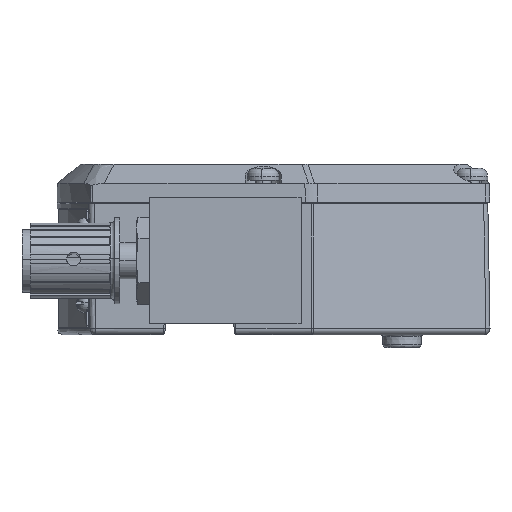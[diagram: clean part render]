
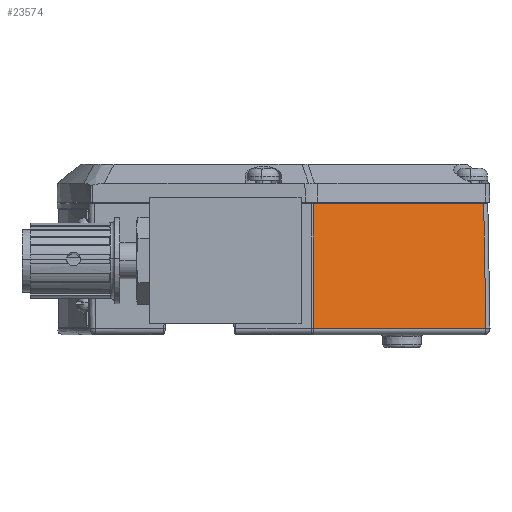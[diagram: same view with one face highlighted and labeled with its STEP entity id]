
A CAD part, front view. The second image highlights one B-rep face of the part: STEP entity #23574.
In plain terms, the highlighted planar face has unit normal (0.342, -0.94, 0.018).
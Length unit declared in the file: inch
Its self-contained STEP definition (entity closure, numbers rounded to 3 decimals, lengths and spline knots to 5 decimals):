
#512 = DIRECTION ( 'NONE',  ( 0.94, 0.342, 0. ) ) ;
#592 = DIRECTION ( 'NONE',  ( -0.94, -0.342, 0. ) ) ;
#3108 = ORIENTED_EDGE ( 'NONE', *, *, #20747, .F. ) ;
#4018 = CARTESIAN_POINT ( 'NONE',  ( -0.07095, -0.67524, 1.65864 ) ) ;
#5450 = EDGE_CURVE ( 'NONE', #22345, #16500, #5825, .T. ) ;
#5825 = LINE ( 'NONE', #31665, #30534 ) ;
#6241 = DIRECTION ( 'NONE',  ( 0.342, -0.94, 0.017 ) ) ;
#6962 = ORIENTED_EDGE ( 'NONE', *, *, #9523, .T. ) ;
#7261 = VERTEX_POINT ( 'NONE', #16513 ) ;
#8922 = DIRECTION ( 'NONE',  ( -0.017, 0.012, 1. ) ) ;
#9523 = EDGE_CURVE ( 'NONE', #16500, #7261, #37147, .T. ) ;
#11139 = DIRECTION ( 'NONE',  ( 0.003, -0.017, -1. ) ) ;
#11656 = EDGE_LOOP ( 'NONE', ( #6962, #3108, #23576, #30883 ) ) ;
#12129 = PLANE ( 'NONE',  #32991 ) ;
#12400 = CARTESIAN_POINT ( 'NONE',  ( -0.50432, -0.85591, 0.42346 ) ) ;
#15553 = LINE ( 'NONE', #27156, #28750 ) ;
#16268 = CARTESIAN_POINT ( 'NONE',  ( -1.7583, -1.28938, 1.65864 ) ) ;
#16500 = VERTEX_POINT ( 'NONE', #22871 ) ;
#16513 = CARTESIAN_POINT ( 'NONE',  ( -1.75449, -1.31094, 0.42346 ) ) ;
#17449 = CARTESIAN_POINT ( 'NONE',  ( -0.0075, -0.67626, 0.36037 ) ) ;
#20744 = VERTEX_POINT ( 'NONE', #32916 ) ;
#20747 = EDGE_CURVE ( 'NONE', #20744, #7261, #21313, .T. ) ;
#21313 = LINE ( 'NONE', #12400, #22455 ) ;
#22345 = VERTEX_POINT ( 'NONE', #4018 ) ;
#22455 = VECTOR ( 'NONE', #592, 39.37008 ) ;
#22871 = CARTESIAN_POINT ( 'NONE',  ( -1.7583, -1.28938, 1.65864 ) ) ;
#23574 = ADVANCED_FACE ( 'NONE', ( #29044 ), #12129, .T. ) ;
#23576 = ORIENTED_EDGE ( 'NONE', *, *, #35861, .T. ) ;
#27156 = CARTESIAN_POINT ( 'NONE',  ( -0.04939, -0.69033, 0.42346 ) ) ;
#28750 = VECTOR ( 'NONE', #8922, 39.37008 ) ;
#29044 = FACE_OUTER_BOUND ( 'NONE', #11656, .T. ) ;
#30534 = VECTOR ( 'NONE', #31851, 39.37008 ) ;
#30883 = ORIENTED_EDGE ( 'NONE', *, *, #5450, .T. ) ;
#31665 = CARTESIAN_POINT ( 'NONE',  ( -0.01525, -0.65496, 1.65864 ) ) ;
#31851 = DIRECTION ( 'NONE',  ( -0.94, -0.342, 0. ) ) ;
#31938 = VECTOR ( 'NONE', #11139, 39.37008 ) ;
#32916 = CARTESIAN_POINT ( 'NONE',  ( -0.04939, -0.69033, 0.42346 ) ) ;
#32991 = AXIS2_PLACEMENT_3D ( 'NONE', #17449, #6241, #512 ) ;
#35861 = EDGE_CURVE ( 'NONE', #20744, #22345, #15553, .T. ) ;
#37147 = LINE ( 'NONE', #16268, #31938 ) ;
